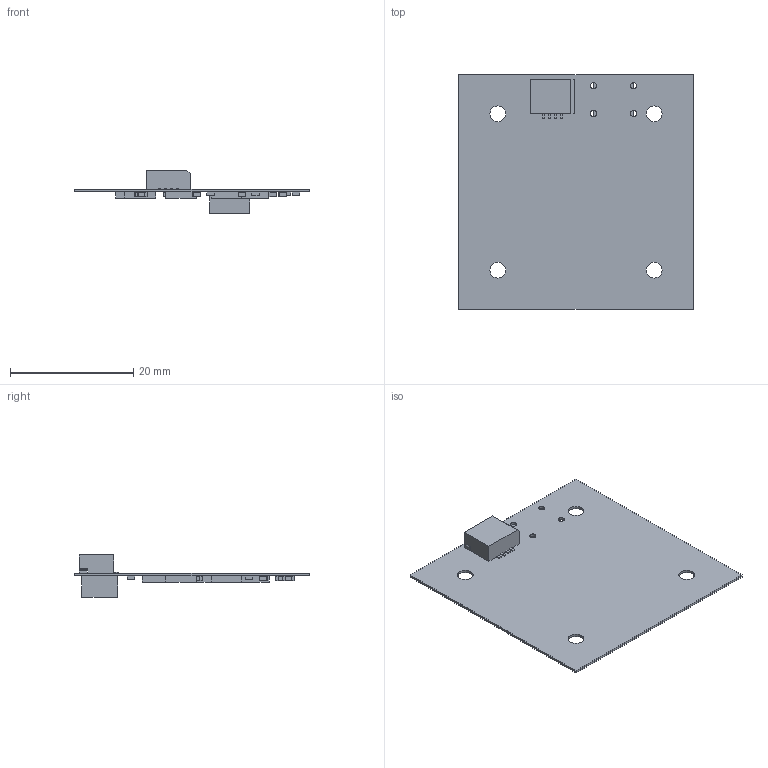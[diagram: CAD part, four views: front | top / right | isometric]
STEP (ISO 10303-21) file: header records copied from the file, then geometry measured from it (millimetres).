
FILE_DESCRIPTION(('Open CASCADE Model'),'2;1');
FILE_NAME('Open CASCADE Shape Model','2021-06-24T18:25:12',('Author'),( 'Open CASCADE'),'Open CASCADE STEP processor 6.8','Open CASCADE 6.8' ,'Unknown');
FILE_SCHEMA(('AUTOMOTIVE_DESIGN { 1 0 10303 214 1 1 1 1 }'));
Length unit declared in the file: millimetre
Products named in the file (31): PCB; Board; Open CASCADE STEP translator 6.8 1.1.1; SW1; 6541858736; Extruded; R19; User_Library-SMD_RESISTOR-0805; R18; R17; R16; R15; R14; R13; LED6; WS2812; LED5; LED4; LED3; LED2; LED1; J9; c-84981-4-j-3d; C8; 6375859488; C7; 6375859728; C6; C5; C4; C3
Assembly tree (45 placements, depth 4):
  PCB
    Board
      Open CASCADE STEP translator 6.8 1.1.1
    SW1
      6541858736
        Extruded
    R19
      User_Library-SMD_RESISTOR-0805
    R18
      User_Library-SMD_RESISTOR-0805
    R17
      User_Library-SMD_RESISTOR-0805
    R16
      User_Library-SMD_RESISTOR-0805
    R15
      User_Library-SMD_RESISTOR-0805
    R14
      User_Library-SMD_RESISTOR-0805
    R13
      User_Library-SMD_RESISTOR-0805
    LED6
      WS2812
    LED5
      WS2812
    LED4
      WS2812
    LED3
      WS2812
    LED2
      WS2812
    LED1
      WS2812
    J9
      c-84981-4-j-3d
    C8
      6375859488
    C7
      6375859728
    C6
      6375859488
    C5
      6375859488
    C4
      6375859488
    C3
      6375859488
Bounding box: 38.1 x 38.1 x 6.86 mm (x, y, z)
Volume: 997.9 mm3; surface area: 3959.1 mm2
Topology: 43 solids, 43 shells, 1558 faces, 3823 edges, 2328 vertices
Faces by surface type: plane 855, bspline 363, cylinder 244, sphere 48, torus 48
Full cylindrical faces by diameter (mm): 1 x4, 2.54 x4
Entity records: 17133 total; most frequent: CARTESIAN_POINT 5535, ORIENTED_EDGE 2134, DIRECTION 1987, EDGE_CURVE 1067, LINE 761, VECTOR 761, VERTEX_POINT 660, AXIS2_PLACEMENT_3D 613
